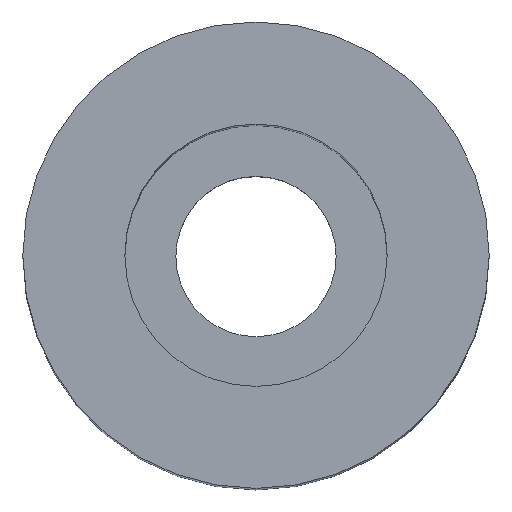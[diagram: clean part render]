
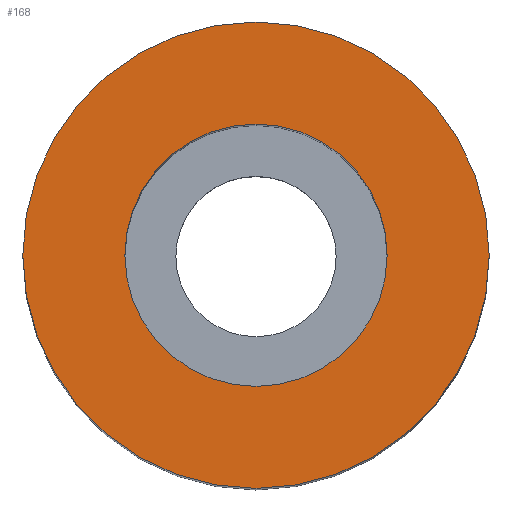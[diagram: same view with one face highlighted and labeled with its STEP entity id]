
A CAD part, top view. The second image highlights one B-rep face of the part: STEP entity #168.
In plain terms, the highlighted planar face has unit normal (0, 0, 1).
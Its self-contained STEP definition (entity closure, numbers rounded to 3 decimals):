
#4 = EDGE_LOOP ( 'NONE', ( #10, #191 ) ) ;
#8 = EDGE_CURVE ( 'NONE', #31, #160, #302, .T. ) ;
#10 = ORIENTED_EDGE ( 'NONE', *, *, #8, .T. ) ;
#11 = CIRCLE ( 'NONE', #241, 9. ) ;
#23 = DIRECTION ( 'NONE',  ( 1., 0., 0. ) ) ;
#24 = AXIS2_PLACEMENT_3D ( 'NONE', #119, #66, #114 ) ;
#31 = VERTEX_POINT ( 'NONE', #94 ) ;
#35 = VERTEX_POINT ( 'NONE', #41 ) ;
#41 = CARTESIAN_POINT ( 'NONE',  ( 9., 0., 63. ) ) ;
#51 = EDGE_CURVE ( 'NONE', #160, #31, #164, .T. ) ;
#64 = DIRECTION ( 'NONE',  ( 0., 0., 1. ) ) ;
#66 = DIRECTION ( 'NONE',  ( 0., 0., 1. ) ) ;
#79 = CARTESIAN_POINT ( 'NONE',  ( -9., 0., 63. ) ) ;
#94 = CARTESIAN_POINT ( 'NONE',  ( 16., 0., 63. ) ) ;
#114 = DIRECTION ( 'NONE',  ( 1., 0., 0. ) ) ;
#119 = CARTESIAN_POINT ( 'NONE',  ( 0., 0., 63. ) ) ;
#127 = DIRECTION ( 'NONE',  ( -1., 0., 0. ) ) ;
#131 = VERTEX_POINT ( 'NONE', #79 ) ;
#132 = CARTESIAN_POINT ( 'NONE',  ( 0., 0., 63. ) ) ;
#152 = DIRECTION ( 'NONE',  ( 0., 0., -1. ) ) ;
#156 = ORIENTED_EDGE ( 'NONE', *, *, #204, .F. ) ;
#159 = EDGE_LOOP ( 'NONE', ( #215, #156 ) ) ;
#160 = VERTEX_POINT ( 'NONE', #316 ) ;
#161 = CIRCLE ( 'NONE', #193, 9. ) ;
#164 = CIRCLE ( 'NONE', #232, 16. ) ;
#168 = ADVANCED_FACE ( 'NONE', ( #293, #199 ), #287, .F. ) ;
#179 = EDGE_CURVE ( 'NONE', #35, #131, #11, .T. ) ;
#191 = ORIENTED_EDGE ( 'NONE', *, *, #51, .T. ) ;
#193 = AXIS2_PLACEMENT_3D ( 'NONE', #233, #64, #23 ) ;
#199 = FACE_OUTER_BOUND ( 'NONE', #4, .T. ) ;
#204 = EDGE_CURVE ( 'NONE', #131, #35, #161, .T. ) ;
#215 = ORIENTED_EDGE ( 'NONE', *, *, #179, .F. ) ;
#220 = CARTESIAN_POINT ( 'NONE',  ( 0., 0., 63. ) ) ;
#232 = AXIS2_PLACEMENT_3D ( 'NONE', #220, #282, #311 ) ;
#233 = CARTESIAN_POINT ( 'NONE',  ( 0., 0., 63. ) ) ;
#241 = AXIS2_PLACEMENT_3D ( 'NONE', #132, #328, #301 ) ;
#267 = CARTESIAN_POINT ( 'NONE',  ( 16., 0., 63. ) ) ;
#282 = DIRECTION ( 'NONE',  ( 0., 0., 1. ) ) ;
#285 = AXIS2_PLACEMENT_3D ( 'NONE', #267, #152, #127 ) ;
#287 = PLANE ( 'NONE',  #285 ) ;
#293 = FACE_BOUND ( 'NONE', #159, .T. ) ;
#301 = DIRECTION ( 'NONE',  ( 1., 0., 0. ) ) ;
#302 = CIRCLE ( 'NONE', #24, 16. ) ;
#311 = DIRECTION ( 'NONE',  ( 1., 0., 0. ) ) ;
#316 = CARTESIAN_POINT ( 'NONE',  ( -16., 0., 63. ) ) ;
#328 = DIRECTION ( 'NONE',  ( 0., 0., 1. ) ) ;
